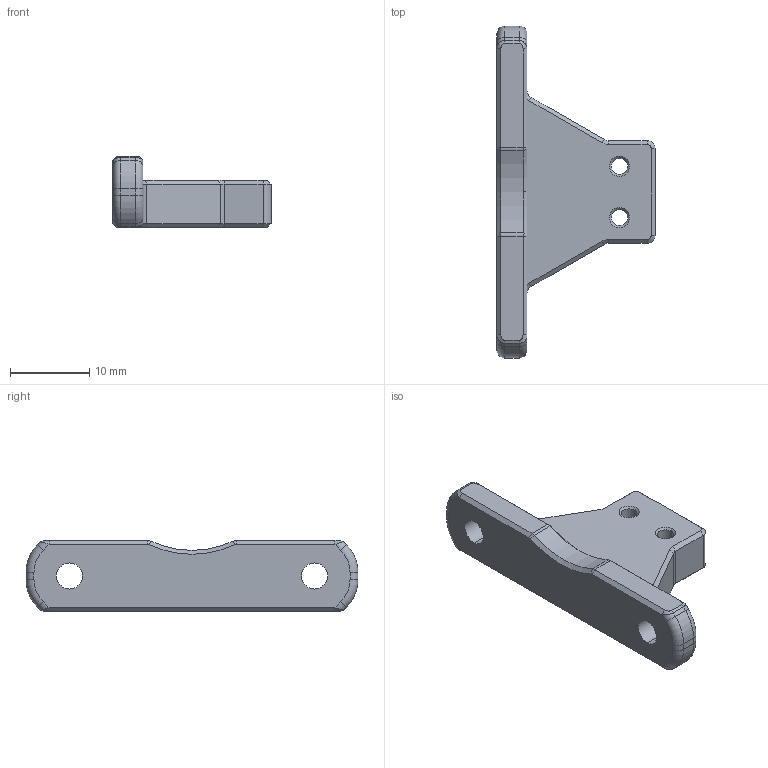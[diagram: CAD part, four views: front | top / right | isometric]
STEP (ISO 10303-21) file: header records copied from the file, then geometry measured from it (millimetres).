
FILE_DESCRIPTION (( 'STEP AP203' ), '1' );
FILE_NAME ('Z轴限位开关支架（2件）.STEP', '2021-09-03T10:35:19', ( '' ), ( '' ), 'SwSTEP 2.0', 'SolidWorks 2018', '' );
FILE_SCHEMA (( 'CONFIG_CONTROL_DESIGN' ));
Length unit declared in the file: millimetre
Products named in the file (1): Z轴限位开关支架（2件）
Bounding box: 20 x 42 x 9 mm (x, y, z)
Volume: 2828.1 mm3; surface area: 1778 mm2
Topology: 1 solids, 1 shells, 114 faces, 266 edges, 154 vertices
Faces by surface type: plane 38, cylinder 33, cone 27, torus 8, bspline 8
Entity records: 3887 total; most frequent: CARTESIAN_POINT 1237, DIRECTION 540, ORIENTED_EDGE 532, EDGE_CURVE 266, AXIS2_PLACEMENT_3D 201, VERTEX_POINT 154, LINE 138, VECTOR 138
